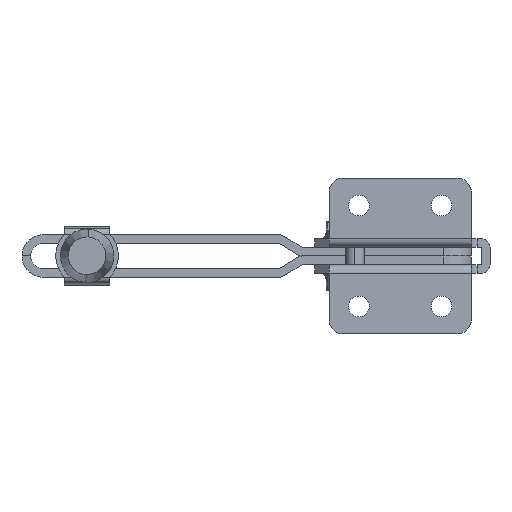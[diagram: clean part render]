
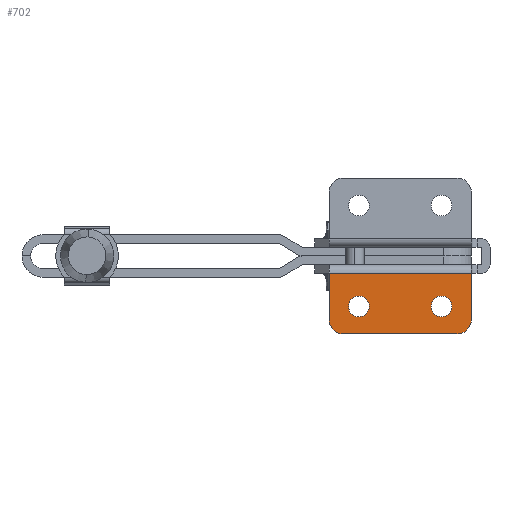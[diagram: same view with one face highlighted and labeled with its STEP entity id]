
A CAD part, front view. The second image highlights one B-rep face of the part: STEP entity #702.
In plain terms, the highlighted planar face has unit normal (0, -1, 0).
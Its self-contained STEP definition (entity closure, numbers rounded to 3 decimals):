
#449 = EDGE_CURVE ( 'NONE', #450, #451, #35543, .T. ) ;
#450 = VERTEX_POINT ( 'NONE', #35538 ) ;
#451 = VERTEX_POINT ( 'NONE', #35537 ) ;
#466 = EDGE_CURVE ( 'NONE', #467, #468, #35523, .T. ) ;
#467 = VERTEX_POINT ( 'NONE', #35514 ) ;
#468 = VERTEX_POINT ( 'NONE', #35513 ) ;
#693 = EDGE_CURVE ( 'NONE', #776, #694, #35926, .T. ) ;
#694 = VERTEX_POINT ( 'NONE', #35922 ) ;
#695 = ORIENTED_EDGE ( 'NONE', *, *, #696, .T. ) ;
#696 = EDGE_CURVE ( 'NONE', #694, #711, #35987, .T. ) ;
#697 = EDGE_LOOP ( 'NONE', ( #698, #699 ) ) ;
#698 = ORIENTED_EDGE ( 'NONE', *, *, #466, .F. ) ;
#699 = ORIENTED_EDGE ( 'NONE', *, *, #700, .F. ) ;
#700 = EDGE_CURVE ( 'NONE', #468, #467, #35982, .T. ) ;
#702 = ADVANCED_FACE ( 'NONE', ( #35972, #35968, #35967 ), #35966, .F. ) ;
#703 = EDGE_LOOP ( 'NONE', ( #704, #705 ) ) ;
#704 = ORIENTED_EDGE ( 'NONE', *, *, #449, .F. ) ;
#705 = ORIENTED_EDGE ( 'NONE', *, *, #706, .F. ) ;
#706 = EDGE_CURVE ( 'NONE', #451, #450, #35960, .T. ) ;
#707 = EDGE_LOOP ( 'NONE', ( #708, #712, #715, #774, #777, #695 ) ) ;
#708 = ORIENTED_EDGE ( 'NONE', *, *, #709, .F. ) ;
#709 = EDGE_CURVE ( 'NONE', #710, #711, #35956, .T. ) ;
#710 = VERTEX_POINT ( 'NONE', #36019 ) ;
#711 = VERTEX_POINT ( 'NONE', #36018 ) ;
#712 = ORIENTED_EDGE ( 'NONE', *, *, #713, .T. ) ;
#713 = EDGE_CURVE ( 'NONE', #710, #714, #36017, .T. ) ;
#714 = VERTEX_POINT ( 'NONE', #36013 ) ;
#715 = ORIENTED_EDGE ( 'NONE', *, *, #716, .T. ) ;
#716 = EDGE_CURVE ( 'NONE', #714, #717, #36012, .T. ) ;
#717 = VERTEX_POINT ( 'NONE', #36008 ) ;
#774 = ORIENTED_EDGE ( 'NONE', *, *, #775, .T. ) ;
#775 = EDGE_CURVE ( 'NONE', #717, #776, #36100, .T. ) ;
#776 = VERTEX_POINT ( 'NONE', #36095 ) ;
#777 = ORIENTED_EDGE ( 'NONE', *, *, #693, .T. ) ;
#35513 = CARTESIAN_POINT ( 'NONE',  ( -35.3, 0., -11.45 ) ) ;
#35514 = CARTESIAN_POINT ( 'NONE',  ( -42.5, 0., -11.45 ) ) ;
#35515 = DIRECTION ( 'NONE',  ( -1., 0., 0. ) ) ;
#35516 = DIRECTION ( 'NONE',  ( 0., -1., 0. ) ) ;
#35517 = CARTESIAN_POINT ( 'NONE',  ( -38.9, 0., -11.45 ) ) ;
#35518 = AXIS2_PLACEMENT_3D ( 'NONE', #35517, #35516, #35515 ) ;
#35523 = CIRCLE ( 'NONE', #35518, 3.6 ) ;
#35537 = CARTESIAN_POINT ( 'NONE',  ( -6.7, 0., -11.45 ) ) ;
#35538 = CARTESIAN_POINT ( 'NONE',  ( -13.9, 0., -11.45 ) ) ;
#35539 = DIRECTION ( 'NONE',  ( -1., 0., 0. ) ) ;
#35540 = DIRECTION ( 'NONE',  ( 0., -1., 0. ) ) ;
#35541 = CARTESIAN_POINT ( 'NONE',  ( -10.3, 0., -11.45 ) ) ;
#35542 = AXIS2_PLACEMENT_3D ( 'NONE', #35541, #35540, #35539 ) ;
#35543 = CIRCLE ( 'NONE', #35542, 3.6 ) ;
#35922 = CARTESIAN_POINT ( 'NONE',  ( -5., 0., -21. ) ) ;
#35923 = DIRECTION ( 'NONE',  ( 1., 0., 0. ) ) ;
#35924 = VECTOR ( 'NONE', #35923, 1000. ) ;
#35925 = CARTESIAN_POINT ( 'NONE',  ( -49.2, 0., -21. ) ) ;
#35926 = LINE ( 'NONE', #35925, #35924 ) ;
#35953 = DIRECTION ( 'NONE',  ( 0., 0., -1. ) ) ;
#35954 = VECTOR ( 'NONE', #35953, 1000. ) ;
#35955 = CARTESIAN_POINT ( 'NONE',  ( 0., 0., 12. ) ) ;
#35956 = LINE ( 'NONE', #35955, #35954 ) ;
#35957 = DIRECTION ( 'NONE',  ( -1., 0., 0. ) ) ;
#35958 = DIRECTION ( 'NONE',  ( 0., -1., 0. ) ) ;
#35959 = AXIS2_PLACEMENT_3D ( 'NONE', #35964, #35958, #35957 ) ;
#35960 = CIRCLE ( 'NONE', #35959, 3.6 ) ;
#35961 = DIRECTION ( 'NONE',  ( -1., 0., 0. ) ) ;
#35962 = DIRECTION ( 'NONE',  ( 0., 1., 0. ) ) ;
#35963 = AXIS2_PLACEMENT_3D ( 'NONE', #35965, #35962, #35961 ) ;
#35964 = CARTESIAN_POINT ( 'NONE',  ( -10.3, 0., -11.45 ) ) ;
#35965 = CARTESIAN_POINT ( 'NONE',  ( 0., 0., 12. ) ) ;
#35966 = PLANE ( 'NONE',  #35963 ) ;
#35967 = FACE_BOUND ( 'NONE', #697, .T. ) ;
#35968 = FACE_OUTER_BOUND ( 'NONE', #707, .T. ) ;
#35972 = FACE_BOUND ( 'NONE', #703, .T. ) ;
#35978 = DIRECTION ( 'NONE',  ( -1., 0., 0. ) ) ;
#35979 = DIRECTION ( 'NONE',  ( 0., -1., 0. ) ) ;
#35980 = CARTESIAN_POINT ( 'NONE',  ( -38.9, 0., -11.45 ) ) ;
#35981 = AXIS2_PLACEMENT_3D ( 'NONE', #35980, #35979, #35978 ) ;
#35982 = CIRCLE ( 'NONE', #35981, 3.6 ) ;
#35983 = DIRECTION ( 'NONE',  ( -1., 0., 0. ) ) ;
#35984 = DIRECTION ( 'NONE',  ( 0., -1., 0. ) ) ;
#35985 = CARTESIAN_POINT ( 'NONE',  ( -5., 0., -16. ) ) ;
#35986 = AXIS2_PLACEMENT_3D ( 'NONE', #35985, #35984, #35983 ) ;
#35987 = CIRCLE ( 'NONE', #35986, 5. ) ;
#36008 = CARTESIAN_POINT ( 'NONE',  ( -49.2, 0., -16. ) ) ;
#36009 = DIRECTION ( 'NONE',  ( 0., 0., -1. ) ) ;
#36010 = VECTOR ( 'NONE', #36009, 1000. ) ;
#36011 = CARTESIAN_POINT ( 'NONE',  ( -49.2, 0., 12. ) ) ;
#36012 = LINE ( 'NONE', #36011, #36010 ) ;
#36013 = CARTESIAN_POINT ( 'NONE',  ( -49.2, 0., 0. ) ) ;
#36014 = DIRECTION ( 'NONE',  ( -1., 0., 0. ) ) ;
#36015 = VECTOR ( 'NONE', #36014, 1000. ) ;
#36016 = CARTESIAN_POINT ( 'NONE',  ( 0., 0., 0. ) ) ;
#36017 = LINE ( 'NONE', #36016, #36015 ) ;
#36018 = CARTESIAN_POINT ( 'NONE',  ( 0., 0., -16. ) ) ;
#36019 = CARTESIAN_POINT ( 'NONE',  ( 0., 0., 0. ) ) ;
#36095 = CARTESIAN_POINT ( 'NONE',  ( -44.2, 0., -21. ) ) ;
#36096 = DIRECTION ( 'NONE',  ( -1., 0., 0. ) ) ;
#36097 = DIRECTION ( 'NONE',  ( 0., -1., 0. ) ) ;
#36098 = CARTESIAN_POINT ( 'NONE',  ( -44.2, 0., -16. ) ) ;
#36099 = AXIS2_PLACEMENT_3D ( 'NONE', #36098, #36097, #36096 ) ;
#36100 = CIRCLE ( 'NONE', #36099, 5. ) ;
